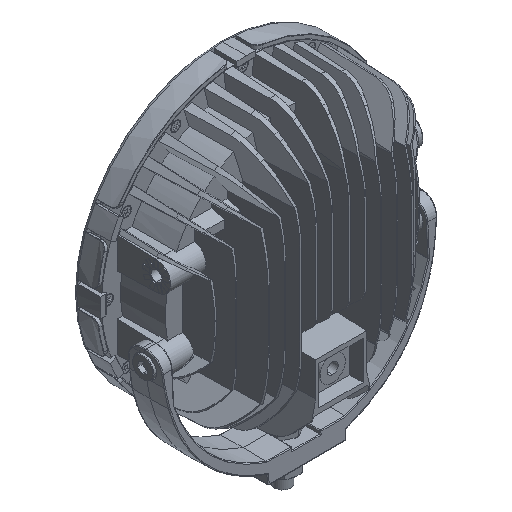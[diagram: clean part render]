
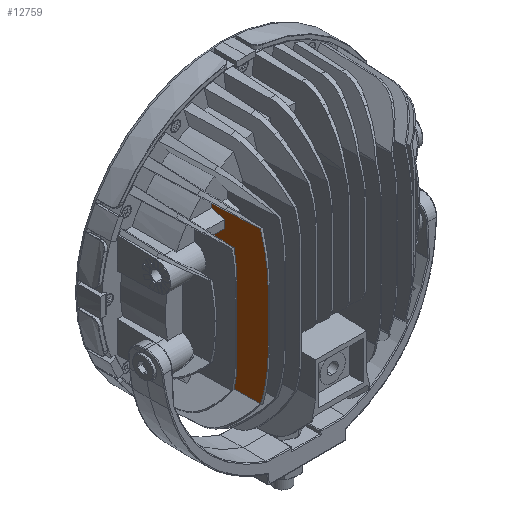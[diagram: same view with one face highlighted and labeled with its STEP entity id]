
A CAD part, isometric view. The second image highlights one B-rep face of the part: STEP entity #12759.
In plain terms, the highlighted planar face has unit normal (-0.999, -0.035, 0).
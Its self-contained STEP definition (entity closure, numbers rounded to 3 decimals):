
#99 = CARTESIAN_POINT ( 'NONE',  ( -45.883, -38.362, 33.012 ) ) ;
#173 = CARTESIAN_POINT ( 'NONE',  ( -47.222, 0., -47.494 ) ) ;
#519 = CARTESIAN_POINT ( 'NONE',  ( -46., -35., 14.475 ) ) ;
#752 = CARTESIAN_POINT ( 'NONE',  ( -46.677, -15.611, -39.879 ) ) ;
#790 = DIRECTION ( 'NONE',  ( 0., 0., 1. ) ) ;
#3021 = EDGE_CURVE ( 'NONE', #38377, #47742, #28444, .T. ) ;
#3422 = CARTESIAN_POINT ( 'NONE',  ( -47.222, 0., -89.896 ) ) ;
#3736 = VERTEX_POINT ( 'NONE', #57016 ) ;
#5225 = EDGE_CURVE ( 'NONE', #26749, #3736, #36710, .T. ) ;
#5236 = VECTOR ( 'NONE', #61383, 1000. ) ;
#5694 = CARTESIAN_POINT ( 'NONE',  ( -46.165, -30.269, -47.932 ) ) ;
#5739 = CARTESIAN_POINT ( 'NONE',  ( -47.222, 0., 35. ) ) ;
#6958 = VECTOR ( 'NONE', #61093, 1000. ) ;
#7783 = AXIS2_PLACEMENT_3D ( 'NONE', #3422, #47116, #61826 ) ;
#7879 =( BOUNDED_CURVE ( )  B_SPLINE_CURVE ( 3, ( #49935, #25626, #59291, #35241 ),
 .UNSPECIFIED., .F., .T. ) 
 B_SPLINE_CURVE_WITH_KNOTS ( ( 4, 4 ),
 ( 4.263, 4.663 ),
 .UNSPECIFIED. ) 
 CURVE ( )  GEOMETRIC_REPRESENTATION_ITEM ( )  RATIONAL_B_SPLINE_CURVE ( ( 1., 0.987, 0.987, 1. ) ) 
 REPRESENTATION_ITEM ( '' )  );
#8583 = CARTESIAN_POINT ( 'NONE',  ( -46., -35., 26.08 ) ) ;
#9941 = VERTEX_POINT ( 'NONE', #23771 ) ;
#11787 = VECTOR ( 'NONE', #24865, 1000. ) ;
#12414 = VERTEX_POINT ( 'NONE', #23332 ) ;
#12759 = ADVANCED_FACE ( 'NONE', ( #13504 ), #61617, .T. ) ;
#13184 = ORIENTED_EDGE ( 'NONE', *, *, #37986, .F. ) ;
#13291 = LINE ( 'NONE', #99, #11787 ) ;
#13504 = FACE_OUTER_BOUND ( 'NONE', #24929, .T. ) ;
#14423 = DIRECTION ( 'NONE',  ( -0.035, 0.999, 0.014 ) ) ;
#14462 = CARTESIAN_POINT ( 'NONE',  ( -46.943, -8., 37.5 ) ) ;
#16042 = VECTOR ( 'NONE', #20469, 1000. ) ;
#16955 = CARTESIAN_POINT ( 'NONE',  ( -46., -35., -58. ) ) ;
#18000 = VERTEX_POINT ( 'NONE', #14462 ) ;
#18910 = ORIENTED_EDGE ( 'NONE', *, *, #40902, .F. ) ;
#19215 = VECTOR ( 'NONE', #21626, 1000. ) ;
#19624 = VERTEX_POINT ( 'NONE', #5694 ) ;
#20109 = CARTESIAN_POINT ( 'NONE',  ( -46.943, -8., -37.5 ) ) ;
#20469 = DIRECTION ( 'NONE',  ( 0., 0., 1. ) ) ;
#20576 = CARTESIAN_POINT ( 'NONE',  ( -47.222, 0., -35. ) ) ;
#20914 = VECTOR ( 'NONE', #61727, 1000. ) ;
#21626 = DIRECTION ( 'NONE',  ( 0.033, -0.954, 0.298 ) ) ;
#22968 = CARTESIAN_POINT ( 'NONE',  ( -48.463, 35.518, 23.901 ) ) ;
#23332 = CARTESIAN_POINT ( 'NONE',  ( -46.943, -8., -42.5 ) ) ;
#23768 = LINE ( 'NONE', #16955, #6958 ) ;
#23771 = CARTESIAN_POINT ( 'NONE',  ( -47.222, 0., 45. ) ) ;
#24865 = DIRECTION ( 'NONE',  ( -0.033, 0.954, 0.298 ) ) ;
#24929 = EDGE_LOOP ( 'NONE', ( #62853, #26830, #57618, #27301, #51960, #18910, #42472, #40737, #47460, #25272, #54534, #52977, #13184, #29339 ) ) ;
#25137 = CARTESIAN_POINT ( 'NONE',  ( -46., -35., -15.072 ) ) ;
#25150 = DIRECTION ( 'NONE',  ( 0.035, -0.999, 0.014 ) ) ;
#25272 = ORIENTED_EDGE ( 'NONE', *, *, #28437, .F. ) ;
#25503 = EDGE_CURVE ( 'NONE', #19624, #41032, #7879, .T. ) ;
#25626 = CARTESIAN_POINT ( 'NONE',  ( -46.056, -33.402, -37.556 ) ) ;
#26217 = VECTOR ( 'NONE', #14423, 1000. ) ;
#26749 = VERTEX_POINT ( 'NONE', #20576 ) ;
#26830 = ORIENTED_EDGE ( 'NONE', *, *, #51625, .T. ) ;
#27028 = CARTESIAN_POINT ( 'NONE',  ( -47.222, 0., -89.896 ) ) ;
#27301 = ORIENTED_EDGE ( 'NONE', *, *, #34027, .F. ) ;
#27549 = VERTEX_POINT ( 'NONE', #48677 ) ;
#27741 = CARTESIAN_POINT ( 'NONE',  ( -46.943, -8., -89.896 ) ) ;
#28437 = EDGE_CURVE ( 'NONE', #12414, #29080, #52326, .T. ) ;
#28444 = LINE ( 'NONE', #35380, #37605 ) ;
#29080 = VERTEX_POINT ( 'NONE', #20109 ) ;
#29275 = LINE ( 'NONE', #47477, #26217 ) ;
#29339 = ORIENTED_EDGE ( 'NONE', *, *, #25503, .T. ) ;
#29941 = VERTEX_POINT ( 'NONE', #173 ) ;
#30108 = EDGE_CURVE ( 'NONE', #3736, #18000, #46792, .T. ) ;
#30300 = EDGE_CURVE ( 'NONE', #33304, #9941, #13291, .T. ) ;
#30339 = VERTEX_POINT ( 'NONE', #519 ) ;
#32141 = DIRECTION ( 'NONE',  ( 0., 0., 1. ) ) ;
#32222 = LINE ( 'NONE', #51010, #19215 ) ;
#33304 = VERTEX_POINT ( 'NONE', #45816 ) ;
#33677 = EDGE_CURVE ( 'NONE', #29941, #27549, #54756, .T. ) ;
#34027 = EDGE_CURVE ( 'NONE', #9941, #38377, #60980, .T. ) ;
#34321 = CARTESIAN_POINT ( 'NONE',  ( -47.222, 0., 35. ) ) ;
#34481 = DIRECTION ( 'NONE',  ( -0.033, 0.954, 0.298 ) ) ;
#35241 = CARTESIAN_POINT ( 'NONE',  ( -46., -35., -15.072 ) ) ;
#35380 = CARTESIAN_POINT ( 'NONE',  ( -47.292, 1.984, 47.465 ) ) ;
#36263 = CARTESIAN_POINT ( 'NONE',  ( -47.222, 0., 47.494 ) ) ;
#36604 = VECTOR ( 'NONE', #32141, 1000. ) ;
#36667 = VECTOR ( 'NONE', #790, 1000. ) ;
#36710 = LINE ( 'NONE', #5739, #16042 ) ;
#37605 = VECTOR ( 'NONE', #25150, 1000. ) ;
#37986 = EDGE_CURVE ( 'NONE', #19624, #29941, #29275, .T. ) ;
#38377 = VERTEX_POINT ( 'NONE', #36263 ) ;
#38550 = VECTOR ( 'NONE', #48121, 1000. ) ;
#39973 = EDGE_CURVE ( 'NONE', #41032, #30339, #23768, .T. ) ;
#40737 = ORIENTED_EDGE ( 'NONE', *, *, #5225, .F. ) ;
#40902 = EDGE_CURVE ( 'NONE', #18000, #33304, #48750, .T. ) ;
#41032 = VERTEX_POINT ( 'NONE', #25137 ) ;
#42472 = ORIENTED_EDGE ( 'NONE', *, *, #30108, .F. ) ;
#45816 = CARTESIAN_POINT ( 'NONE',  ( -46.943, -8., 42.5 ) ) ;
#46792 = LINE ( 'NONE', #22968, #20914 ) ;
#47116 = DIRECTION ( 'NONE',  ( -0.999, -0.035, 0. ) ) ;
#47460 = ORIENTED_EDGE ( 'NONE', *, *, #60090, .F. ) ;
#47477 = CARTESIAN_POINT ( 'NONE',  ( -46., -35., -48. ) ) ;
#47742 = VERTEX_POINT ( 'NONE', #53130 ) ;
#48121 = DIRECTION ( 'NONE',  ( 0., 0., 1. ) ) ;
#48677 = CARTESIAN_POINT ( 'NONE',  ( -47.222, 0., -45. ) ) ;
#48750 = LINE ( 'NONE', #27741, #5236 ) ;
#49935 = CARTESIAN_POINT ( 'NONE',  ( -46.165, -30.269, -47.932 ) ) ;
#51010 = CARTESIAN_POINT ( 'NONE',  ( -47.668, 12.768, -48.99 ) ) ;
#51625 = EDGE_CURVE ( 'NONE', #30339, #47742, #51978, .T. ) ;
#51851 = CARTESIAN_POINT ( 'NONE',  ( -46.172, -30.088, 47.929 ) ) ;
#51960 = ORIENTED_EDGE ( 'NONE', *, *, #30300, .F. ) ;
#51978 =( BOUNDED_CURVE ( )  B_SPLINE_CURVE ( 3, ( #52066, #8583, #57185, #51851 ),
 .UNSPECIFIED., .F., .F. ) 
 B_SPLINE_CURVE_WITH_KNOTS ( ( 4, 4 ),
 ( 1.62, 2.028 ),
 .UNSPECIFIED. ) 
 CURVE ( )  GEOMETRIC_REPRESENTATION_ITEM ( )  RATIONAL_B_SPLINE_CURVE ( ( 1., 0.986, 0.986, 1. ) ) 
 REPRESENTATION_ITEM ( '' )  );
#52066 = CARTESIAN_POINT ( 'NONE',  ( -46., -35., 14.475 ) ) ;
#52326 = LINE ( 'NONE', #52822, #38550 ) ;
#52822 = CARTESIAN_POINT ( 'NONE',  ( -46.943, -8., -89.896 ) ) ;
#52977 = ORIENTED_EDGE ( 'NONE', *, *, #33677, .F. ) ;
#53130 = CARTESIAN_POINT ( 'NONE',  ( -46.172, -30.088, 47.929 ) ) ;
#54534 = ORIENTED_EDGE ( 'NONE', *, *, #57253, .F. ) ;
#54756 = LINE ( 'NONE', #34321, #36667 ) ;
#57016 = CARTESIAN_POINT ( 'NONE',  ( -47.222, 0., 35. ) ) ;
#57185 = CARTESIAN_POINT ( 'NONE',  ( -46.058, -33.34, 37.387 ) ) ;
#57253 = EDGE_CURVE ( 'NONE', #27549, #12414, #32222, .T. ) ;
#57618 = ORIENTED_EDGE ( 'NONE', *, *, #3021, .F. ) ;
#58610 = LINE ( 'NONE', #752, #62376 ) ;
#59291 = CARTESIAN_POINT ( 'NONE',  ( -46., -35., -26.455 ) ) ;
#60090 = EDGE_CURVE ( 'NONE', #29080, #26749, #58610, .T. ) ;
#60980 = LINE ( 'NONE', #27028, #36604 ) ;
#61093 = DIRECTION ( 'NONE',  ( 0., 0., 1. ) ) ;
#61383 = DIRECTION ( 'NONE',  ( 0., 0., 1. ) ) ;
#61617 = PLANE ( 'NONE',  #7783 ) ;
#61727 = DIRECTION ( 'NONE',  ( 0.033, -0.954, 0.298 ) ) ;
#61826 = DIRECTION ( 'NONE',  ( 0., 0., -1. ) ) ;
#62376 = VECTOR ( 'NONE', #34481, 1000. ) ;
#62853 = ORIENTED_EDGE ( 'NONE', *, *, #39973, .T. ) ;
